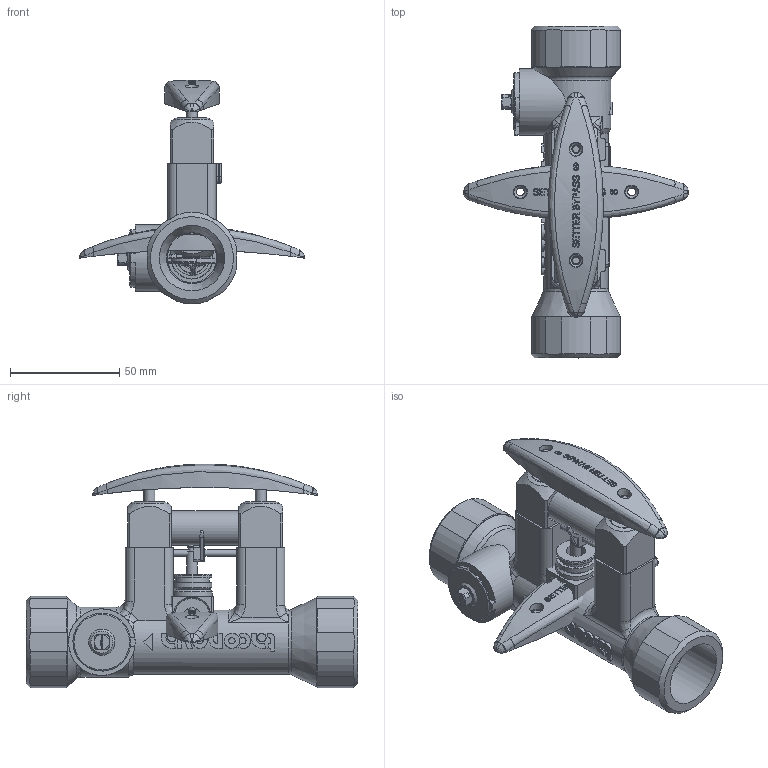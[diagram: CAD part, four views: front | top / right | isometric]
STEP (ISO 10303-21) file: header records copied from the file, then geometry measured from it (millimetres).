
FILE_DESCRIPTION( ( 'Unknown' ), '1' );
FILE_NAME( 'Setter BP SD AG DN25.stp', 'Unknown', ( 'Unknown' ), ( 'Unknown' ), 'PSStep 10.0', 'Unknown', ' ' );
FILE_SCHEMA( ( 'automotive_design' ) );
Length unit declared in the file: millimetre
Products named in the file (13): Assem1; 3-4944c; 4-4966f; 3-4975d; 4-5437b; 4-4936eart.nr.206962; 4-5435b; 4-4976g; O-Ring 12,42x1,78 zu Setter BP SD DN15 kpl.; 3-5434c; 3-5434c-oa0; 3-4939g; 1-5518a
Bounding box: 103 x 152 x 102.51 mm (x, y, z)
Volume: 222807.9 mm3; surface area: 128615.4 mm2
Topology: 27 solids, 27 shells, 1659 faces, 4093 edges, 2649 vertices
Faces by surface type: plane 737, cylinder 448, cone 158, extrusion 114, torus 105, sphere 49, bspline 48
Full cylindrical faces by diameter (mm): 1 x2, 2.922 x4, 3 x2, 3.1 x6, 3.3 x7, 3.6 x4, 3.8 x3, 3.896 x4, 5 x10, 5.2 x2, 5.4 x2, 5.8 x4, 5.9 x2, 6 x3, 6.957 x4, 7.5 x4, 8 x4, 8.5 x6, 9 x4, 9.7 x4, 9.95 x2, 10 x2, 12.2 x2, 13 x7, 13.4 x7, 15 x2, 15.6 x4, 16 x6, 16.1 x7, 16.917 x4
Entity records: 29560 total; most frequent: CARTESIAN_POINT 11122, DIRECTION 3733, ORIENTED_EDGE 3530, EDGE_CURVE 1765, AXIS2_PLACEMENT_3D 1485, VERTEX_POINT 1223, EDGE_LOOP 1087, FACE_OUTER_BOUND 910
